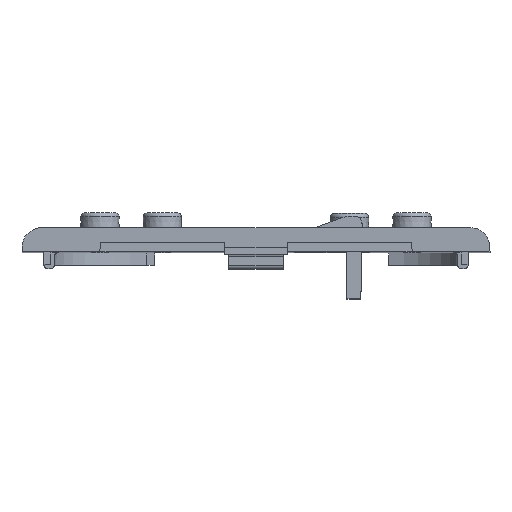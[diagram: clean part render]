
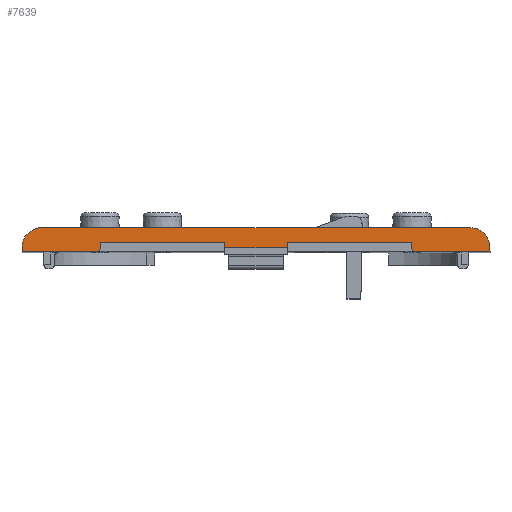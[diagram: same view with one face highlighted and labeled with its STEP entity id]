
A CAD part, top view. The second image highlights one B-rep face of the part: STEP entity #7639.
In plain terms, the highlighted planar face has unit normal (0, -0.018, 1).
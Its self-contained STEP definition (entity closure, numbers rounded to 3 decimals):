
#1046=FACE_OUTER_BOUND('',#1615,.T.);
#1615=EDGE_LOOP('',(#6915,#6916,#6917,#6918,#6919,#6920,#6921,#6922,#6923,
#6924,#6925,#6926,#6927,#6928));
#1663=LINE('',#10108,#2365);
#1667=LINE('',#10116,#2369);
#1673=LINE('',#10127,#2375);
#1679=LINE('',#10140,#2381);
#1683=LINE('',#10152,#2385);
#1728=LINE('',#10292,#2430);
#1733=LINE('',#10301,#2435);
#1735=LINE('',#10305,#2437);
#1737=LINE('',#10308,#2439);
#2214=LINE('',#13006,#2916);
#2311=LINE('',#13242,#3013);
#2315=LINE('',#13250,#3017);
#2365=VECTOR('',#8325,10.);
#2369=VECTOR('',#8331,10.);
#2375=VECTOR('',#8341,10.);
#2381=VECTOR('',#8351,10.);
#2385=VECTOR('',#8359,10.);
#2430=VECTOR('',#8458,10.);
#2435=VECTOR('',#8465,10.);
#2437=VECTOR('',#8471,10.);
#2439=VECTOR('',#8475,10.);
#2916=VECTOR('',#9672,10.);
#3013=VECTOR('',#9939,10.);
#3017=VECTOR('',#9951,10.);
#3079=ELLIPSE('',#8171,2.5,2.5);
#3080=ELLIPSE('',#8182,2.5,2.5);
#3127=VERTEX_POINT('',#10105);
#3128=VERTEX_POINT('',#10107);
#3131=VERTEX_POINT('',#10115);
#3134=VERTEX_POINT('',#10126);
#3138=VERTEX_POINT('',#10137);
#3139=VERTEX_POINT('',#10139);
#3144=VERTEX_POINT('',#10149);
#3145=VERTEX_POINT('',#10151);
#3213=VERTEX_POINT('',#10291);
#3216=VERTEX_POINT('',#10299);
#3747=VERTEX_POINT('',#13002);
#3749=VERTEX_POINT('',#13005);
#3795=VERTEX_POINT('',#13219);
#3800=VERTEX_POINT('',#13237);
#3865=EDGE_CURVE('',#3127,#3128,#1663,.T.);
#3869=EDGE_CURVE('',#3131,#3128,#1667,.T.);
#3875=EDGE_CURVE('',#3134,#3131,#1673,.T.);
#3881=EDGE_CURVE('',#3139,#3138,#1679,.T.);
#3887=EDGE_CURVE('',#3145,#3144,#1683,.T.);
#3958=EDGE_CURVE('',#3213,#3134,#1728,.T.);
#3963=EDGE_CURVE('',#3127,#3216,#1733,.T.);
#3965=EDGE_CURVE('',#3216,#3145,#1735,.T.);
#3967=EDGE_CURVE('',#3138,#3213,#1737,.T.);
#4722=EDGE_CURVE('',#3749,#3747,#2214,.F.);
#4826=EDGE_CURVE('',#3795,#3747,#3079,.F.);
#4835=EDGE_CURVE('',#3749,#3800,#3080,.F.);
#4838=EDGE_CURVE('',#3139,#3795,#2311,.F.);
#4842=EDGE_CURVE('',#3144,#3800,#2315,.T.);
#6915=ORIENTED_EDGE('',*,*,#3869,.T.);
#6916=ORIENTED_EDGE('',*,*,#3865,.F.);
#6917=ORIENTED_EDGE('',*,*,#3963,.T.);
#6918=ORIENTED_EDGE('',*,*,#3965,.T.);
#6919=ORIENTED_EDGE('',*,*,#3887,.T.);
#6920=ORIENTED_EDGE('',*,*,#4842,.T.);
#6921=ORIENTED_EDGE('',*,*,#4835,.F.);
#6922=ORIENTED_EDGE('',*,*,#4722,.T.);
#6923=ORIENTED_EDGE('',*,*,#4826,.F.);
#6924=ORIENTED_EDGE('',*,*,#4838,.F.);
#6925=ORIENTED_EDGE('',*,*,#3881,.T.);
#6926=ORIENTED_EDGE('',*,*,#3967,.T.);
#6927=ORIENTED_EDGE('',*,*,#3958,.T.);
#6928=ORIENTED_EDGE('',*,*,#3875,.T.);
#7196=PLANE('',#8195);
#7639=ADVANCED_FACE('',(#1046),#7196,.T.);
#8171=AXIS2_PLACEMENT_3D('',#13220,#9909,#9910);
#8182=AXIS2_PLACEMENT_3D('',#13238,#9933,#9934);
#8195=AXIS2_PLACEMENT_3D('',#13261,#9969,#9970);
#8325=DIRECTION('',(-0.017,-1.,-0.017));
#8331=DIRECTION('',(1.,0.,0.));
#8341=DIRECTION('',(0.017,-1.,-0.017));
#8351=DIRECTION('',(1.,0.,0.));
#8359=DIRECTION('',(1.,0.,0.));
#8458=DIRECTION('',(1.,0.,0.));
#8465=DIRECTION('',(1.,0.,0.));
#8471=DIRECTION('',(0.017,-1.,-0.017));
#8475=DIRECTION('',(0.017,1.,0.017));
#9672=DIRECTION('',(1.,0.,0.));
#9909=DIRECTION('center_axis',(0.,-0.017,1.));
#9910=DIRECTION('ref_axis',(0.,1.,0.017));
#9933=DIRECTION('center_axis',(0.,-0.017,1.));
#9934=DIRECTION('ref_axis',(0.,1.,0.017));
#9939=DIRECTION('',(-0.017,-1.,-0.017));
#9951=DIRECTION('',(-0.017,1.,0.017));
#9969=DIRECTION('center_axis',(0.,-0.017,1.));
#9970=DIRECTION('ref_axis',(1.,0.,0.));
#10105=CARTESIAN_POINT('',(4.,1.2,32.838));
#10107=CARTESIAN_POINT('',(3.989,0.55,32.827));
#10108=CARTESIAN_POINT('',(3.999,1.13,32.837));
#10115=CARTESIAN_POINT('',(-3.989,0.55,32.827));
#10116=CARTESIAN_POINT('',(-6.621,0.55,32.827));
#10126=CARTESIAN_POINT('',(-4.,1.2,32.838));
#10127=CARTESIAN_POINT('',(-4.,1.183,32.838));
#10137=CARTESIAN_POINT('',(-20.,0.,32.817));
#10139=CARTESIAN_POINT('',(-29.992,0.,32.817));
#10140=CARTESIAN_POINT('',(-13.242,0.,32.817));
#10149=CARTESIAN_POINT('',(29.992,0.,32.817));
#10151=CARTESIAN_POINT('',(20.,0.,32.817));
#10152=CARTESIAN_POINT('',(-13.242,0.,32.817));
#10291=CARTESIAN_POINT('',(-19.979,1.2,32.838));
#10292=CARTESIAN_POINT('',(-6.621,1.2,32.838));
#10299=CARTESIAN_POINT('',(19.979,1.2,32.838));
#10301=CARTESIAN_POINT('',(-6.621,1.2,32.838));
#10305=CARTESIAN_POINT('',(19.995,0.277,32.822));
#10308=CARTESIAN_POINT('',(-19.999,0.072,32.818));
#13002=CARTESIAN_POINT('',(-27.481,3.1,32.871));
#13005=CARTESIAN_POINT('',(27.481,3.1,32.871));
#13006=CARTESIAN_POINT('',(-6.621,3.1,32.871));
#13219=CARTESIAN_POINT('',(-29.98,0.644,32.828));
#13220=CARTESIAN_POINT('Origin',(-27.481,0.6,32.828));
#13237=CARTESIAN_POINT('',(29.98,0.644,32.828));
#13238=CARTESIAN_POINT('Origin',(27.481,0.6,32.828));
#13242=CARTESIAN_POINT('',(-29.989,0.146,32.82));
#13250=CARTESIAN_POINT('',(29.995,-0.171,32.814));
#13261=CARTESIAN_POINT('Origin',(-13.242,0.,
32.817));
